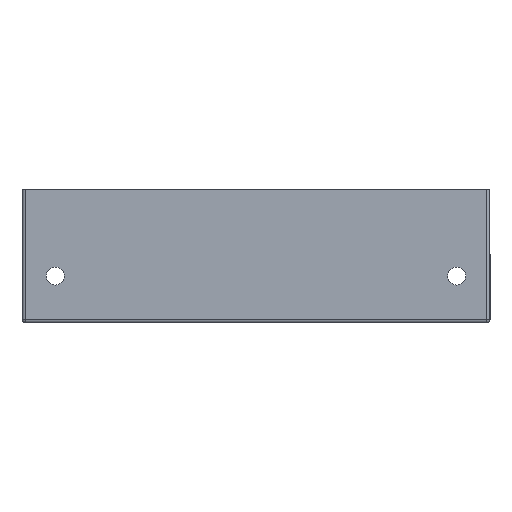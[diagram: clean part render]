
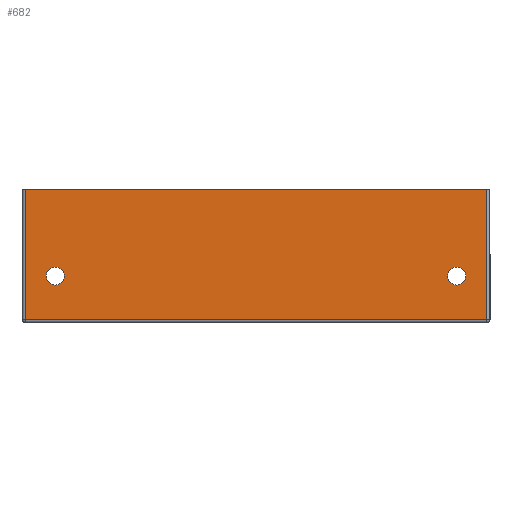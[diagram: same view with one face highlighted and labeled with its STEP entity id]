
A CAD part, left-side view. The second image highlights one B-rep face of the part: STEP entity #682.
In plain terms, the highlighted planar face has unit normal (-1, 0, 0).
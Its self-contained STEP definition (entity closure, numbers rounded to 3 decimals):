
#12 = EDGE_LOOP ( 'NONE', ( #729, #505 ) ) ;
#39 = EDGE_LOOP ( 'NONE', ( #1364, #2732 ) ) ;
#62 = ORIENTED_EDGE ( 'NONE', *, *, #335, .T. ) ;
#74 = EDGE_CURVE ( 'NONE', #1619, #2196, #2493, .T. ) ;
#142 = CARTESIAN_POINT ( 'NONE',  ( -75., -34.5, 19. ) ) ;
#167 = EDGE_CURVE ( 'NONE', #365, #2816, #1581, .T. ) ;
#309 = DIRECTION ( 'NONE',  ( 1., 0., 0. ) ) ;
#335 = EDGE_CURVE ( 'NONE', #2077, #728, #1901, .T. ) ;
#365 = VERTEX_POINT ( 'NONE', #1082 ) ;
#476 = CARTESIAN_POINT ( 'NONE',  ( -75., 31.35, 6. ) ) ;
#494 = CIRCLE ( 'NONE', #1701, 1.35 ) ;
#505 = ORIENTED_EDGE ( 'NONE', *, *, #1431, .T. ) ;
#682 = ADVANCED_FACE ( 'NONE', ( #1880, #760, #2099 ), #2059, .F. ) ;
#703 = DIRECTION ( 'NONE',  ( 0., -1., 0. ) ) ;
#728 = VERTEX_POINT ( 'NONE', #1448 ) ;
#729 = ORIENTED_EDGE ( 'NONE', *, *, #74, .T. ) ;
#760 = FACE_BOUND ( 'NONE', #12, .T. ) ;
#775 = EDGE_CURVE ( 'NONE', #2145, #728, #2376, .T. ) ;
#834 = CARTESIAN_POINT ( 'NONE',  ( -75., -28.65, 6. ) ) ;
#856 = ORIENTED_EDGE ( 'NONE', *, *, #775, .F. ) ;
#937 = CARTESIAN_POINT ( 'NONE',  ( -75., 30., 6. ) ) ;
#989 = DIRECTION ( 'NONE',  ( 1., 0., 0. ) ) ;
#1017 = CIRCLE ( 'NONE', #2284, 1.35 ) ;
#1023 = VECTOR ( 'NONE', #2473, 1000. ) ;
#1024 = DIRECTION ( 'NONE',  ( 0., 1., 0. ) ) ;
#1037 = ORIENTED_EDGE ( 'NONE', *, *, #1959, .T. ) ;
#1082 = CARTESIAN_POINT ( 'NONE',  ( -75., 28.65, 6. ) ) ;
#1105 = CARTESIAN_POINT ( 'NONE',  ( -75., 34.5, -1. ) ) ;
#1145 = DIRECTION ( 'NONE',  ( 0., 1., 0. ) ) ;
#1301 = CARTESIAN_POINT ( 'NONE',  ( -75., 0., 19. ) ) ;
#1306 = VECTOR ( 'NONE', #2753, 1000. ) ;
#1364 = ORIENTED_EDGE ( 'NONE', *, *, #167, .T. ) ;
#1431 = EDGE_CURVE ( 'NONE', #2196, #1619, #1017, .T. ) ;
#1448 = CARTESIAN_POINT ( 'NONE',  ( -75., -34.5, 19. ) ) ;
#1485 = VECTOR ( 'NONE', #1714, 1000. ) ;
#1581 = CIRCLE ( 'NONE', #2647, 1.35 ) ;
#1619 = VERTEX_POINT ( 'NONE', #1657 ) ;
#1620 = CARTESIAN_POINT ( 'NONE',  ( -75., 34.5, -0.5 ) ) ;
#1649 = CARTESIAN_POINT ( 'NONE',  ( -75., -30., 6. ) ) ;
#1657 = CARTESIAN_POINT ( 'NONE',  ( -75., -31.35, 6. ) ) ;
#1701 = AXIS2_PLACEMENT_3D ( 'NONE', #937, #309, #1145 ) ;
#1714 = DIRECTION ( 'NONE',  ( 0., -1., 0. ) ) ;
#1880 = FACE_BOUND ( 'NONE', #39, .T. ) ;
#1901 = LINE ( 'NONE', #142, #1306 ) ;
#1906 = CARTESIAN_POINT ( 'NONE',  ( -75., -34.5, -0.5 ) ) ;
#1930 = CARTESIAN_POINT ( 'NONE',  ( -75., -30., 6. ) ) ;
#1959 = EDGE_CURVE ( 'NONE', #2145, #1960, #2275, .T. ) ;
#1960 = VERTEX_POINT ( 'NONE', #1620 ) ;
#2015 = EDGE_CURVE ( 'NONE', #1960, #2077, #2667, .T. ) ;
#2059 = PLANE ( 'NONE',  #2630 ) ;
#2077 = VERTEX_POINT ( 'NONE', #1906 ) ;
#2099 = FACE_OUTER_BOUND ( 'NONE', #2488, .T. ) ;
#2145 = VERTEX_POINT ( 'NONE', #2733 ) ;
#2147 = DIRECTION ( 'NONE',  ( 1., 0., 0. ) ) ;
#2187 = VECTOR ( 'NONE', #703, 1000. ) ;
#2196 = VERTEX_POINT ( 'NONE', #834 ) ;
#2223 = AXIS2_PLACEMENT_3D ( 'NONE', #1649, #2522, #2565 ) ;
#2275 = LINE ( 'NONE', #1105, #1023 ) ;
#2284 = AXIS2_PLACEMENT_3D ( 'NONE', #1930, #2395, #1024 ) ;
#2376 = LINE ( 'NONE', #1301, #1485 ) ;
#2395 = DIRECTION ( 'NONE',  ( 1., 0., 0. ) ) ;
#2473 = DIRECTION ( 'NONE',  ( 0., 0., -1. ) ) ;
#2488 = EDGE_LOOP ( 'NONE', ( #2700, #62, #856, #1037 ) ) ;
#2493 = CIRCLE ( 'NONE', #2223, 1.35 ) ;
#2504 = DIRECTION ( 'NONE',  ( 0., 1., 0. ) ) ;
#2522 = DIRECTION ( 'NONE',  ( 1., 0., 0. ) ) ;
#2565 = DIRECTION ( 'NONE',  ( 0., 1., 0. ) ) ;
#2630 = AXIS2_PLACEMENT_3D ( 'NONE', #2749, #989, #2504 ) ;
#2647 = AXIS2_PLACEMENT_3D ( 'NONE', #2811, #2147, #2799 ) ;
#2654 = CARTESIAN_POINT ( 'NONE',  ( -75., 0., -0.5 ) ) ;
#2667 = LINE ( 'NONE', #2654, #2187 ) ;
#2700 = ORIENTED_EDGE ( 'NONE', *, *, #2015, .T. ) ;
#2732 = ORIENTED_EDGE ( 'NONE', *, *, #2779, .T. ) ;
#2733 = CARTESIAN_POINT ( 'NONE',  ( -75., 34.5, 19. ) ) ;
#2749 = CARTESIAN_POINT ( 'NONE',  ( -75., 0., 19. ) ) ;
#2753 = DIRECTION ( 'NONE',  ( 0., 0., 1. ) ) ;
#2779 = EDGE_CURVE ( 'NONE', #2816, #365, #494, .T. ) ;
#2799 = DIRECTION ( 'NONE',  ( 0., 1., 0. ) ) ;
#2811 = CARTESIAN_POINT ( 'NONE',  ( -75., 30., 6. ) ) ;
#2816 = VERTEX_POINT ( 'NONE', #476 ) ;
